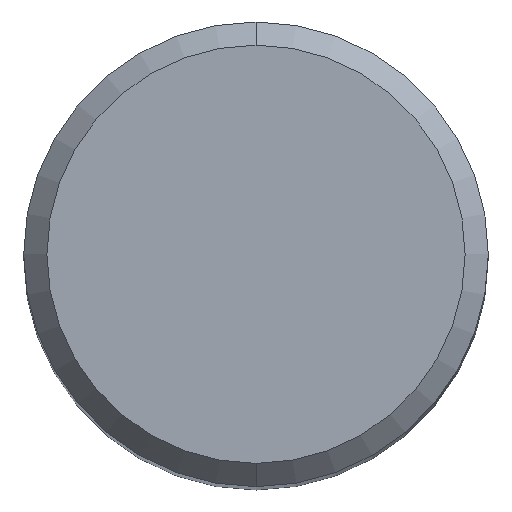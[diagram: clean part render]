
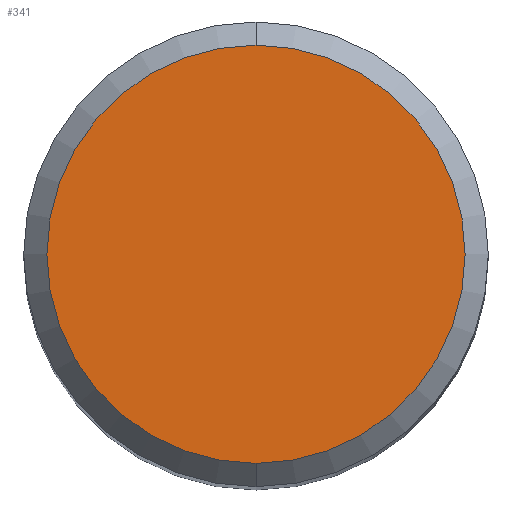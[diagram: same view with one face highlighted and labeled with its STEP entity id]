
A CAD part, top view. The second image highlights one B-rep face of the part: STEP entity #341.
In plain terms, the highlighted planar face has unit normal (0, 0, 1).
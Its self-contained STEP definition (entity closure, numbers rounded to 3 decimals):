
#219=EDGE_CURVE('',#281,#409,#529,.T.);
#267=EDGE_CURVE('',#409,#281,#581,.T.);
#281=VERTEX_POINT('',#595);
#341=ADVANCED_FACE('',(#665),#666,.T.);
#409=VERTEX_POINT('',#740);
#529=CIRCLE('',#938,5.4);
#581=CIRCLE('',#1027,5.4);
#595=CARTESIAN_POINT('',(0.0,5.4,0.0));
#665=FACE_OUTER_BOUND('',#1198,.T.);
#666=PLANE('',#1199);
#740=CARTESIAN_POINT('',(0.,-5.4,0.0));
#938=AXIS2_PLACEMENT_3D('',#1548,#1549,#1550);
#1027=AXIS2_PLACEMENT_3D('',#1605,#1606,#1607);
#1198=EDGE_LOOP('',(#1724,#1725));
#1199=AXIS2_PLACEMENT_3D('',#1726,#1727,#1728);
#1548=CARTESIAN_POINT('',(0.0,0.0,0.0));
#1549=DIRECTION('',(0.0,0.0,-1.0));
#1550=DIRECTION('',(0.0,1.0,0.0));
#1605=CARTESIAN_POINT('',(0.0,0.0,0.0));
#1606=DIRECTION('',(0.0,0.0,-1.0));
#1607=DIRECTION('',(0.0,1.0,0.0));
#1724=ORIENTED_EDGE('',*,*,#219,.F.);
#1725=ORIENTED_EDGE('',*,*,#267,.F.);
#1726=CARTESIAN_POINT('',(0.0,2.7,0.0));
#1727=DIRECTION('',(-0.0,0.0,1.0));
#1728=DIRECTION('',(0.0,-1.0,0.0));
